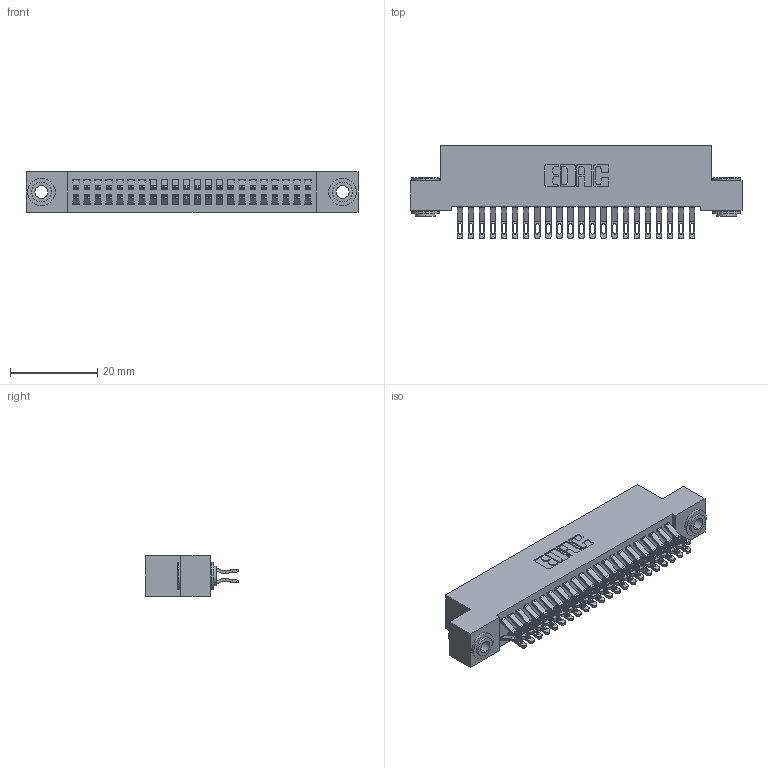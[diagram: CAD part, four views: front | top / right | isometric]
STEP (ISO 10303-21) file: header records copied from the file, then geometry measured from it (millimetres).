
FILE_DESCRIPTION (( 'STEP AP203' ), '1' );
FILE_NAME ('392-044-555-203.STEP', '2019-10-07T22:35:13', ( '' ), ( '' ), 'SwSTEP 2.0', 'SolidWorks 2016', '' );
FILE_SCHEMA (( 'CONFIG_CONTROL_DESIGN' ));
Length unit declared in the file: inch
Products named in the file (4): 342 Part_.156 TH; 345-292-001_555 Tail; 342-250-002_345-250-002-102; 392-044-555-203
Assembly tree (47 placements, depth 2):
  392-044-555-203
    342 Part_.156 TH
    345-292-001_555 Tail  x44
    342-250-002_345-250-002-102  x2
Bounding box: 76.2 x 21.47 x 9.4 mm (x, y, z)
Volume: 6897 mm3; surface area: 11373.6 mm2
Topology: 47 solids, 47 shells, 2700 faces, 8427 edges, 5614 vertices
Faces by surface type: plane 1572, cylinder 1120, cone 8
Entity records: 17584 total; most frequent: CARTESIAN_POINT 2947, ORIENTED_EDGE 2846, DIRECTION 2557, EDGE_CURVE 1423, LINE 1251, VECTOR 1251, VERTEX_POINT 946, AXIS2_PLACEMENT_3D 653
